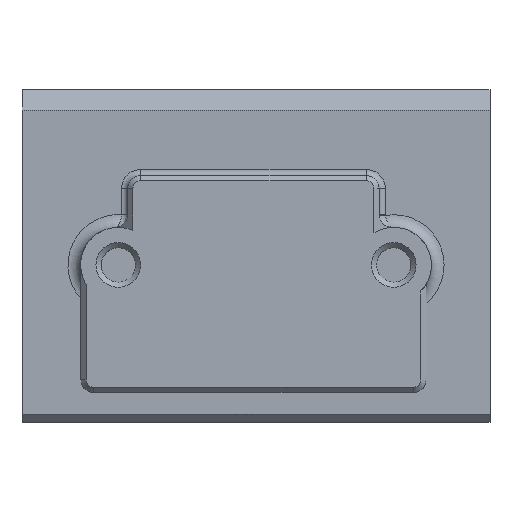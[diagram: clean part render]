
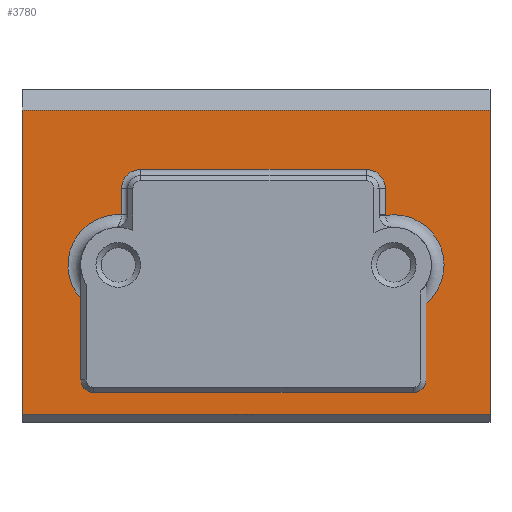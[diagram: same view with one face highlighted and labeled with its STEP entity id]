
A CAD part, top view. The second image highlights one B-rep face of the part: STEP entity #3780.
In plain terms, the highlighted planar face has unit normal (0, 0, 1).
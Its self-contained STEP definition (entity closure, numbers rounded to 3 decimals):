
#66=CIRCLE('',#3965,3.95);
#67=CIRCLE('',#3966,1.5);
#68=CIRCLE('',#3967,1.5);
#69=CIRCLE('',#3968,0.5);
#70=CIRCLE('',#3969,3.95);
#71=CIRCLE('',#3970,1.);
#72=CIRCLE('',#3971,1.);
#100=FACE_BOUND('',#538,.T.);
#132=PLANE('',#3964);
#311=FACE_OUTER_BOUND('',#537,.T.);
#537=EDGE_LOOP('',(#2886,#2887,#2888,#2889));
#538=EDGE_LOOP('',(#2890,#2891,#2892,#2893,#2894,#2895,#2896,#2897,#2898,
#2899,#2900,#2901,#2902));
#776=LINE('',#5692,#1071);
#804=LINE('',#5938,#1099);
#805=LINE('',#5940,#1100);
#806=LINE('',#5941,#1101);
#807=LINE('',#5944,#1102);
#808=LINE('',#5948,#1103);
#809=LINE('',#5952,#1104);
#810=LINE('',#5956,#1105);
#811=LINE('',#5962,#1106);
#812=LINE('',#5966,#1107);
#1071=VECTOR('',#4230,1000.);
#1099=VECTOR('',#4294,1000.);
#1100=VECTOR('',#4295,1000.);
#1101=VECTOR('',#4296,1000.);
#1102=VECTOR('',#4297,1000.);
#1103=VECTOR('',#4300,1000.);
#1104=VECTOR('',#4303,1000.);
#1105=VECTOR('',#4306,1000.);
#1106=VECTOR('',#4311,1000.);
#1107=VECTOR('',#4314,1000.);
#1610=VERTEX_POINT('',#5689);
#1611=VERTEX_POINT('',#5691);
#1643=VERTEX_POINT('',#5937);
#1644=VERTEX_POINT('',#5939);
#1645=VERTEX_POINT('',#5942);
#1646=VERTEX_POINT('',#5943);
#1647=VERTEX_POINT('',#5945);
#1648=VERTEX_POINT('',#5947);
#1649=VERTEX_POINT('',#5949);
#1650=VERTEX_POINT('',#5951);
#1651=VERTEX_POINT('',#5953);
#1652=VERTEX_POINT('',#5955);
#1653=VERTEX_POINT('',#5957);
#1654=VERTEX_POINT('',#5959);
#1655=VERTEX_POINT('',#5961);
#1656=VERTEX_POINT('',#5963);
#1657=VERTEX_POINT('',#5965);
#2049=EDGE_CURVE('',#1611,#1610,#776,.T.);
#2099=EDGE_CURVE('',#1610,#1643,#804,.T.);
#2100=EDGE_CURVE('',#1644,#1643,#805,.T.);
#2101=EDGE_CURVE('',#1644,#1611,#806,.T.);
#2102=EDGE_CURVE('',#1645,#1646,#807,.F.);
#2103=EDGE_CURVE('',#1645,#1647,#66,.T.);
#2104=EDGE_CURVE('',#1647,#1648,#808,.T.);
#2105=EDGE_CURVE('',#1648,#1649,#67,.T.);
#2106=EDGE_CURVE('',#1649,#1650,#809,.T.);
#2107=EDGE_CURVE('',#1650,#1651,#68,.T.);
#2108=EDGE_CURVE('',#1651,#1652,#810,.F.);
#2109=EDGE_CURVE('',#1652,#1653,#69,.F.);
#2110=EDGE_CURVE('',#1653,#1654,#70,.T.);
#2111=EDGE_CURVE('',#1654,#1655,#811,.T.);
#2112=EDGE_CURVE('',#1655,#1656,#71,.T.);
#2113=EDGE_CURVE('',#1656,#1657,#812,.F.);
#2114=EDGE_CURVE('',#1646,#1657,#72,.F.);
#2886=ORIENTED_EDGE('',*,*,#2049,.T.);
#2887=ORIENTED_EDGE('',*,*,#2099,.T.);
#2888=ORIENTED_EDGE('',*,*,#2100,.F.);
#2889=ORIENTED_EDGE('',*,*,#2101,.T.);
#2890=ORIENTED_EDGE('',*,*,#2102,.F.);
#2891=ORIENTED_EDGE('',*,*,#2103,.T.);
#2892=ORIENTED_EDGE('',*,*,#2104,.T.);
#2893=ORIENTED_EDGE('',*,*,#2105,.T.);
#2894=ORIENTED_EDGE('',*,*,#2106,.T.);
#2895=ORIENTED_EDGE('',*,*,#2107,.T.);
#2896=ORIENTED_EDGE('',*,*,#2108,.T.);
#2897=ORIENTED_EDGE('',*,*,#2109,.T.);
#2898=ORIENTED_EDGE('',*,*,#2110,.T.);
#2899=ORIENTED_EDGE('',*,*,#2111,.T.);
#2900=ORIENTED_EDGE('',*,*,#2112,.T.);
#2901=ORIENTED_EDGE('',*,*,#2113,.T.);
#2902=ORIENTED_EDGE('',*,*,#2114,.F.);
#3780=ADVANCED_FACE('',(#311,#100),#132,.F.);
#3964=AXIS2_PLACEMENT_3D('',#5936,#4292,#4293);
#3965=AXIS2_PLACEMENT_3D('',#5946,#4298,#4299);
#3966=AXIS2_PLACEMENT_3D('',#5950,#4301,#4302);
#3967=AXIS2_PLACEMENT_3D('',#5954,#4304,#4305);
#3968=AXIS2_PLACEMENT_3D('',#5958,#4307,#4308);
#3969=AXIS2_PLACEMENT_3D('',#5960,#4309,#4310);
#3970=AXIS2_PLACEMENT_3D('',#5964,#4312,#4313);
#3971=AXIS2_PLACEMENT_3D('',#5967,#4315,#4316);
#4230=DIRECTION('',(0.,1.,0.));
#4292=DIRECTION('center_axis',(0.,0.,-1.));
#4293=DIRECTION('ref_axis',(-1.,0.,0.));
#4294=DIRECTION('',(-1.,0.,0.));
#4295=DIRECTION('',(0.,1.,0.));
#4296=DIRECTION('',(1.,0.,0.));
#4297=DIRECTION('',(0.,1.,0.));
#4298=DIRECTION('center_axis',(0.,0.,-1.));
#4299=DIRECTION('ref_axis',(-1.,0.,0.));
#4300=DIRECTION('',(0.,1.,0.));
#4301=DIRECTION('center_axis',(0.,0.,-1.));
#4302=DIRECTION('ref_axis',(-1.,0.,0.));
#4303=DIRECTION('',(1.,0.,0.));
#4304=DIRECTION('center_axis',(0.,0.,-1.));
#4305=DIRECTION('ref_axis',(-1.,0.,0.));
#4306=DIRECTION('',(0.,1.,0.));
#4307=DIRECTION('center_axis',(0.,0.,-1.));
#4308=DIRECTION('ref_axis',(-1.,0.,0.));
#4309=DIRECTION('center_axis',(0.,0.,-1.));
#4310=DIRECTION('ref_axis',(-1.,0.,0.));
#4311=DIRECTION('',(0.,-1.,0.));
#4312=DIRECTION('center_axis',(0.,0.,-1.));
#4313=DIRECTION('ref_axis',(-1.,0.,0.));
#4314=DIRECTION('',(1.,0.,0.));
#4315=DIRECTION('center_axis',(0.,0.,-1.));
#4316=DIRECTION('ref_axis',(-1.,0.,0.));
#5689=CARTESIAN_POINT('',(18.3,10.84,2.));
#5691=CARTESIAN_POINT('',(18.3,-13.016,2.));
#5692=CARTESIAN_POINT('',(18.3,-1.347,2.));
#5936=CARTESIAN_POINT('Origin',(20.6,6.553,2.));
#5937=CARTESIAN_POINT('',(-18.4,10.84,2.));
#5938=CARTESIAN_POINT('',(23.4,10.84,2.));
#5939=CARTESIAN_POINT('',(-18.4,-13.016,2.));
#5940=CARTESIAN_POINT('',(-18.4,-1.347,2.));
#5941=CARTESIAN_POINT('',(20.6,-13.016,2.));
#5942=CARTESIAN_POINT('',(-13.78,-3.966,2.));
#5943=CARTESIAN_POINT('',(-13.78,-10.317,2.));
#5944=CARTESIAN_POINT('',(-13.78,6.553,2.));
#5945=CARTESIAN_POINT('',(-10.6,2.625,2.));
#5946=CARTESIAN_POINT('Origin',(-10.85,-1.317,2.));
#5947=CARTESIAN_POINT('',(-10.6,4.683,2.));
#5948=CARTESIAN_POINT('',(-10.6,6.553,2.));
#5949=CARTESIAN_POINT('',(-9.1,6.183,2.));
#5950=CARTESIAN_POINT('Origin',(-9.1,4.683,2.));
#5951=CARTESIAN_POINT('',(8.6,6.183,2.));
#5952=CARTESIAN_POINT('',(20.6,6.183,2.));
#5953=CARTESIAN_POINT('',(10.1,4.683,2.));
#5954=CARTESIAN_POINT('Origin',(8.6,4.683,2.));
#5955=CARTESIAN_POINT('',(10.1,2.63,2.));
#5956=CARTESIAN_POINT('',(10.1,-5.317,2.));
#5957=CARTESIAN_POINT('',(10.103,2.58,2.));
#5958=CARTESIAN_POINT('Origin',(10.6,2.63,2.));
#5959=CARTESIAN_POINT('',(13.28,-4.35,2.));
#5960=CARTESIAN_POINT('Origin',(10.75,-1.317,2.));
#5961=CARTESIAN_POINT('',(13.28,-10.317,2.));
#5962=CARTESIAN_POINT('',(13.28,-1.317,2.));
#5963=CARTESIAN_POINT('',(12.28,-11.317,2.));
#5964=CARTESIAN_POINT('Origin',(12.28,-10.317,2.));
#5965=CARTESIAN_POINT('',(-12.78,-11.317,2.));
#5966=CARTESIAN_POINT('',(0.,-11.317,2.));
#5967=CARTESIAN_POINT('Origin',(-12.78,-10.317,2.));
